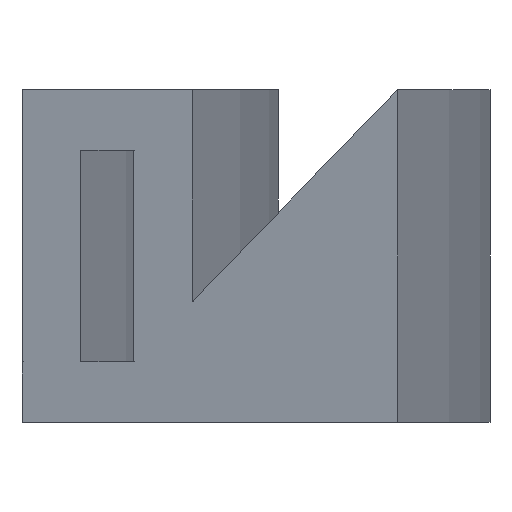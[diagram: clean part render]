
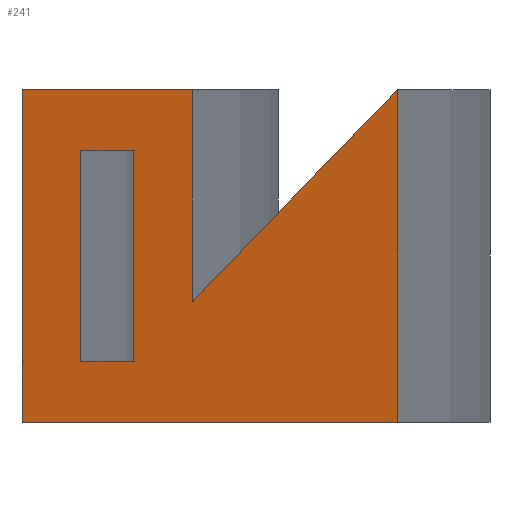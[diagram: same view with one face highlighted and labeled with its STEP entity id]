
A CAD part, left-side view. The second image highlights one B-rep face of the part: STEP entity #241.
In plain terms, the highlighted planar face has unit normal (-0.97, 0.242, 0).
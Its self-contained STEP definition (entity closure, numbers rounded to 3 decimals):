
#64 = VERTEX_POINT('',#65);
#65 = CARTESIAN_POINT('',(-49.687,-199.506,
    0.));
#74 = VERTEX_POINT('',#75);
#75 = CARTESIAN_POINT('',(-49.687,-199.506,22.));
#82 = EDGE_CURVE('',#64,#74,#83,.T.);
#83 = LINE('',#84,#85);
#84 = CARTESIAN_POINT('',(-49.687,-199.506,
    0.));
#85 = VECTOR('',#86,1.);
#86 = DIRECTION('',(0.,0.,1.));
#211 = VERTEX_POINT('',#212);
#212 = CARTESIAN_POINT('',(-43.5,-174.665,
    0.));
#231 = EDGE_CURVE('',#211,#64,#232,.T.);
#232 = LINE('',#233,#234);
#233 = CARTESIAN_POINT('',(0.,0.,0.));
#234 = VECTOR('',#235,1.);
#235 = DIRECTION('',(-0.242,-0.97,0.)
  );
#241 = ADVANCED_FACE('',(#242,#284),#318,.F.);
#242 = FACE_BOUND('',#243,.F.);
#243 = EDGE_LOOP('',(#244,#245,#253,#261,#269,#277,#283));
#244 = ORIENTED_EDGE('',*,*,#231,.F.);
#245 = ORIENTED_EDGE('',*,*,#246,.F.);
#246 = EDGE_CURVE('',#247,#211,#249,.T.);
#247 = VERTEX_POINT('',#248);
#248 = CARTESIAN_POINT('',(-43.5,-174.665,4.));
#249 = LINE('',#250,#251);
#250 = CARTESIAN_POINT('',(-43.5,-174.665,4.));
#251 = VECTOR('',#252,1.);
#252 = DIRECTION('',(0.,0.,-1.));
#253 = ORIENTED_EDGE('',*,*,#254,.F.);
#254 = EDGE_CURVE('',#255,#247,#257,.T.);
#255 = VERTEX_POINT('',#256);
#256 = CARTESIAN_POINT('',(-43.5,-174.665,22.));
#257 = LINE('',#258,#259);
#258 = CARTESIAN_POINT('',(-43.5,-174.665,22.));
#259 = VECTOR('',#260,1.);
#260 = DIRECTION('',(0.,0.,-1.));
#261 = ORIENTED_EDGE('',*,*,#262,.F.);
#262 = EDGE_CURVE('',#263,#255,#265,.T.);
#263 = VERTEX_POINT('',#264);
#264 = CARTESIAN_POINT('',(-46.303,-185.921,22.));
#265 = LINE('',#266,#267);
#266 = CARTESIAN_POINT('',(0.,0.,22.));
#267 = VECTOR('',#268,1.);
#268 = DIRECTION('',(0.242,0.97,0.)
  );
#269 = ORIENTED_EDGE('',*,*,#270,.F.);
#270 = EDGE_CURVE('',#271,#263,#273,.T.);
#271 = VERTEX_POINT('',#272);
#272 = CARTESIAN_POINT('',(-46.303,-185.921,8.));
#273 = LINE('',#274,#275);
#274 = CARTESIAN_POINT('',(-46.303,-185.921,8.));
#275 = VECTOR('',#276,1.);
#276 = DIRECTION('',(0.,0.,1.));
#277 = ORIENTED_EDGE('',*,*,#278,.T.);
#278 = EDGE_CURVE('',#271,#74,#279,.T.);
#279 = LINE('',#280,#281);
#280 = CARTESIAN_POINT('',(0.,0.,-183.6
    ));
#281 = VECTOR('',#282,1.);
#282 = DIRECTION('',(-0.171,-0.686,0.707));
#283 = ORIENTED_EDGE('',*,*,#82,.F.);
#284 = FACE_BOUND('',#285,.F.);
#285 = EDGE_LOOP('',(#286,#296,#304,#312));
#286 = ORIENTED_EDGE('',*,*,#287,.F.);
#287 = EDGE_CURVE('',#288,#290,#292,.T.);
#288 = VERTEX_POINT('',#289);
#289 = CARTESIAN_POINT('',(-45.337,-182.039,18.));
#290 = VERTEX_POINT('',#291);
#291 = CARTESIAN_POINT('',(-45.337,-182.039,4.));
#292 = LINE('',#293,#294);
#293 = CARTESIAN_POINT('',(-45.337,-182.039,18.));
#294 = VECTOR('',#295,1.);
#295 = DIRECTION('',(0.,0.,-1.));
#296 = ORIENTED_EDGE('',*,*,#297,.F.);
#297 = EDGE_CURVE('',#298,#288,#300,.T.);
#298 = VERTEX_POINT('',#299);
#299 = CARTESIAN_POINT('',(-44.467,-178.546,18.));
#300 = LINE('',#301,#302);
#301 = CARTESIAN_POINT('',(0.,0.,18.));
#302 = VECTOR('',#303,1.);
#303 = DIRECTION('',(-0.242,-0.97,0.)
  );
#304 = ORIENTED_EDGE('',*,*,#305,.F.);
#305 = EDGE_CURVE('',#306,#298,#308,.T.);
#306 = VERTEX_POINT('',#307);
#307 = CARTESIAN_POINT('',(-44.467,-178.546,4.));
#308 = LINE('',#309,#310);
#309 = CARTESIAN_POINT('',(-44.467,-178.546,4.));
#310 = VECTOR('',#311,1.);
#311 = DIRECTION('',(0.,0.,1.));
#312 = ORIENTED_EDGE('',*,*,#313,.F.);
#313 = EDGE_CURVE('',#290,#306,#314,.T.);
#314 = LINE('',#315,#316);
#315 = CARTESIAN_POINT('',(0.,0.,4.));
#316 = VECTOR('',#317,1.);
#317 = DIRECTION('',(0.242,0.97,0.)
  );
#318 = PLANE('',#319);
#319 = AXIS2_PLACEMENT_3D('',#320,#321,#322);
#320 = CARTESIAN_POINT('',(0.,0.,0.));
#321 = DIRECTION('',(0.97,-0.242,0.)
  );
#322 = DIRECTION('',(-0.242,-0.97,0.)
  );
